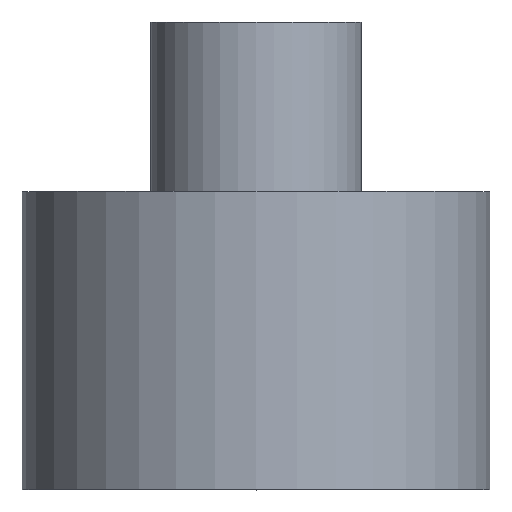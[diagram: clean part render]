
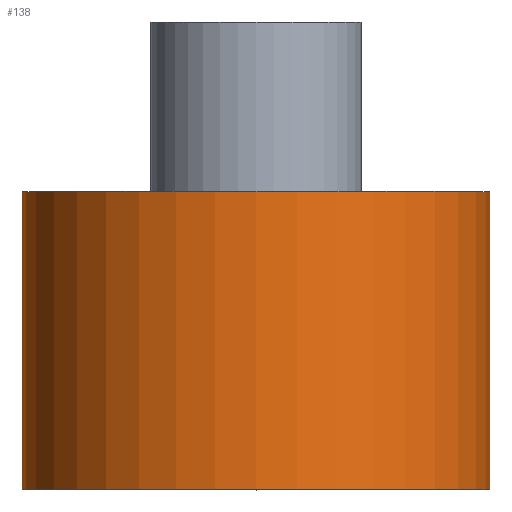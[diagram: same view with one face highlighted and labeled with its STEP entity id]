
A CAD part, top view. The second image highlights one B-rep face of the part: STEP entity #138.
In plain terms, the highlighted cylindrical face has radius 20 mm (diameter 40 mm), a full revolution.
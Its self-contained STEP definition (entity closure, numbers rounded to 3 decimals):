
#33=FACE_OUTER_BOUND('',#47,.T.);
#47=EDGE_LOOP('',(#119,#120,#121,#122));
#54=LINE('',#254,#59);
#59=VECTOR('',#216,20.);
#67=CIRCLE('',#168,20.);
#69=CIRCLE('',#172,20.);
#77=VERTEX_POINT('',#246);
#79=VERTEX_POINT('',#253);
#90=EDGE_CURVE('',#77,#77,#67,.T.);
#93=EDGE_CURVE('',#77,#79,#54,.T.);
#94=EDGE_CURVE('',#79,#79,#69,.T.);
#119=ORIENTED_EDGE('',*,*,#90,.F.);
#120=ORIENTED_EDGE('',*,*,#93,.T.);
#121=ORIENTED_EDGE('',*,*,#94,.T.);
#122=ORIENTED_EDGE('',*,*,#93,.F.);
#129=CYLINDRICAL_SURFACE('',#171,20.);
#138=ADVANCED_FACE('',(#33),#129,.T.);
#168=AXIS2_PLACEMENT_3D('',#247,#207,#208);
#171=AXIS2_PLACEMENT_3D('',#252,#214,#215);
#172=AXIS2_PLACEMENT_3D('',#255,#217,#218);
#207=DIRECTION('center_axis',(0.,1.,0.));
#208=DIRECTION('ref_axis',(1.,0.,0.));
#214=DIRECTION('center_axis',(0.,1.,0.));
#215=DIRECTION('ref_axis',(1.,0.,0.));
#216=DIRECTION('',(0.,-1.,0.));
#217=DIRECTION('center_axis',(0.,1.,0.));
#218=DIRECTION('ref_axis',(1.,0.,0.));
#246=CARTESIAN_POINT('',(-20.,25.5,0.));
#247=CARTESIAN_POINT('Origin',(0.,25.5,0.));
#252=CARTESIAN_POINT('Origin',(0.,0.,0.));
#253=CARTESIAN_POINT('',(-20.,0.,0.));
#254=CARTESIAN_POINT('',(-20.,0.,0.));
#255=CARTESIAN_POINT('Origin',(0.,0.,0.));
